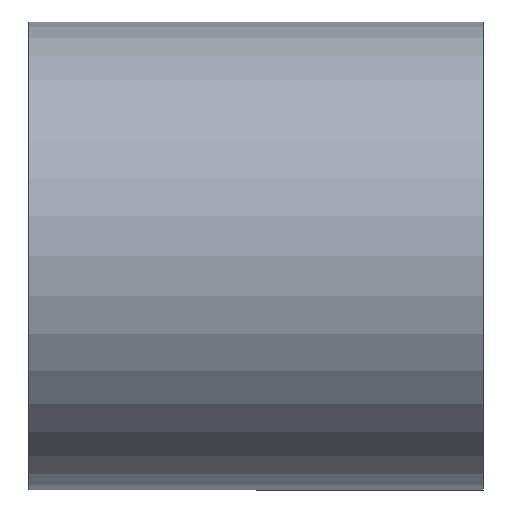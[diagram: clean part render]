
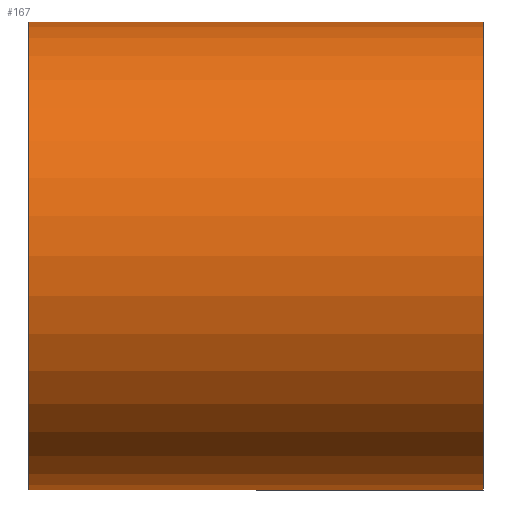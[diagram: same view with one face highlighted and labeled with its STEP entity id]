
A CAD part, front view. The second image highlights one B-rep face of the part: STEP entity #167.
In plain terms, the highlighted cylindrical face has radius 10.308 mm (diameter 20.616 mm), a partial arc.
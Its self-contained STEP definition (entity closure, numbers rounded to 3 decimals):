
#28=FACE_OUTER_BOUND('',#37,.T.);
#37=EDGE_LOOP('',(#127,#128,#129,#130));
#52=LINE('',#270,#65);
#53=LINE('',#274,#66);
#65=VECTOR('',#223,10.);
#66=VECTOR('',#226,10.);
#80=CIRCLE('',#195,10.308);
#81=CIRCLE('',#196,10.308);
#88=VERTEX_POINT('',#268);
#89=VERTEX_POINT('',#269);
#90=VERTEX_POINT('',#271);
#91=VERTEX_POINT('',#273);
#104=EDGE_CURVE('',#88,#89,#52,.T.);
#105=EDGE_CURVE('',#90,#89,#80,.T.);
#106=EDGE_CURVE('',#91,#90,#53,.T.);
#107=EDGE_CURVE('',#88,#91,#81,.T.);
#127=ORIENTED_EDGE('',*,*,#104,.T.);
#128=ORIENTED_EDGE('',*,*,#105,.F.);
#129=ORIENTED_EDGE('',*,*,#106,.F.);
#130=ORIENTED_EDGE('',*,*,#107,.F.);
#163=CYLINDRICAL_SURFACE('',#194,10.308);
#167=ADVANCED_FACE('',(#28),#163,.T.);
#194=AXIS2_PLACEMENT_3D('',#267,#221,#222);
#195=AXIS2_PLACEMENT_3D('',#272,#224,#225);
#196=AXIS2_PLACEMENT_3D('',#275,#227,#228);
#221=DIRECTION('center_axis',(-1.,0.,0.));
#222=DIRECTION('ref_axis',(0.,-1.,0.));
#223=DIRECTION('',(1.,0.,0.));
#224=DIRECTION('center_axis',(1.,0.,0.));
#225=DIRECTION('ref_axis',(0.,0.,-1.));
#226=DIRECTION('',(1.,0.,0.));
#227=DIRECTION('center_axis',(-1.,0.,0.));
#228=DIRECTION('ref_axis',(0.,0.,-1.));
#267=CARTESIAN_POINT('Origin',(20.,-10.,2.5));
#268=CARTESIAN_POINT('',(0.,0.,0.));
#269=CARTESIAN_POINT('',(20.,0.,0.));
#270=CARTESIAN_POINT('',(0.,0.,0.));
#271=CARTESIAN_POINT('',(20.,0.,5.));
#272=CARTESIAN_POINT('Origin',(20.,-10.,2.5));
#273=CARTESIAN_POINT('',(0.,0.,5.));
#274=CARTESIAN_POINT('',(0.,0.,5.));
#275=CARTESIAN_POINT('Origin',(0.,-10.,2.5));
